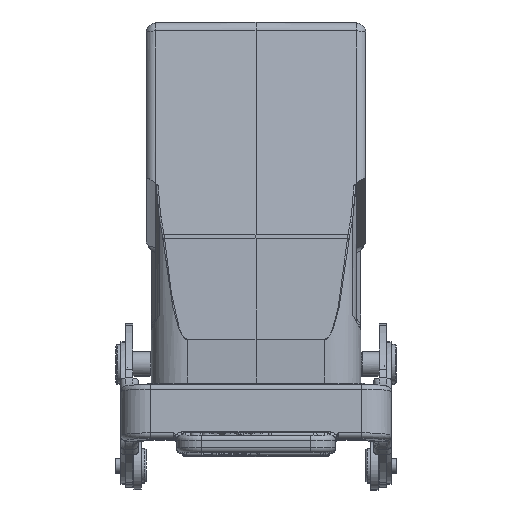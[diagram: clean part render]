
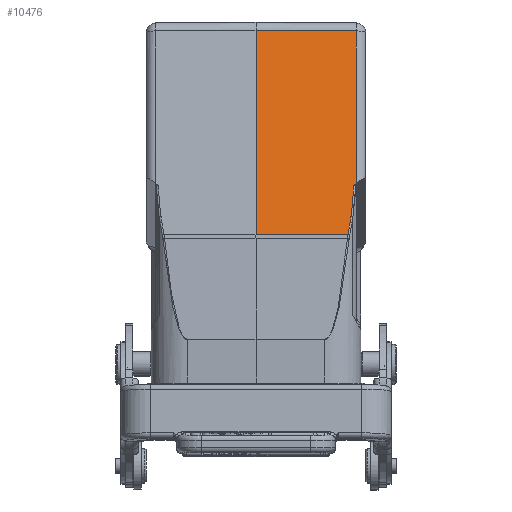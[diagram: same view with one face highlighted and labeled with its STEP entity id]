
A CAD part, top view. The second image highlights one B-rep face of the part: STEP entity #10476.
In plain terms, the highlighted planar face has unit normal (0.009, 0.174, 0.985).
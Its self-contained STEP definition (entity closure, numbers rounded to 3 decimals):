
#7203=ELLIPSE('',#36956,40.313,7.);
#9133=CIRCLE('',#36954,62.334);
#10476=ADVANCED_FACE('',(#12867),#11639,.T.);
#11639=PLANE('',#36957);
#12867=FACE_OUTER_BOUND('',#14586,.T.);
#14586=EDGE_LOOP('',(#20340,#20341,#20342,#20343,#20344,#20345,#20346));
#20340=ORIENTED_EDGE('',*,*,#29104,.F.);
#20341=ORIENTED_EDGE('',*,*,#29101,.F.);
#20342=ORIENTED_EDGE('',*,*,#29022,.T.);
#20343=ORIENTED_EDGE('',*,*,#29106,.F.);
#20344=ORIENTED_EDGE('',*,*,#29107,.F.);
#20345=ORIENTED_EDGE('',*,*,#28810,.T.);
#20346=ORIENTED_EDGE('',*,*,#29105,.F.);
#25510=VERTEX_POINT('',#54524);
#25511=VERTEX_POINT('',#54545);
#25652=VERTEX_POINT('',#55014);
#25653=VERTEX_POINT('',#55016);
#25702=VERTEX_POINT('',#55288);
#25703=VERTEX_POINT('',#55310);
#25704=VERTEX_POINT('',#55327);
#28810=EDGE_CURVE('',#25511,#25510,#31858,.T.);
#29022=EDGE_CURVE('',#25653,#25652,#32034,.T.);
#29101=EDGE_CURVE('',#25653,#25702,#32074,.T.);
#29104=EDGE_CURVE('',#25702,#25703,#9133,.T.);
#29105=EDGE_CURVE('',#25703,#25510,#7203,.T.);
#29106=EDGE_CURVE('',#25704,#25652,#32075,.T.);
#29107=EDGE_CURVE('',#25511,#25704,#32076,.T.);
#31858=LINE('',#54544,#34240);
#32034=LINE('',#55015,#34416);
#32074=LINE('',#55287,#34456);
#32075=LINE('',#55326,#34457);
#32076=LINE('',#55328,#34458);
#34240=VECTOR('',#42142,1.);
#34416=VECTOR('',#42536,1.);
#34456=VECTOR('',#42686,1.);
#34457=VECTOR('',#42695,1.);
#34458=VECTOR('',#42696,1.);
#36954=AXIS2_PLACEMENT_3D('',#55311,#42689,#42690);
#36956=AXIS2_PLACEMENT_3D('',#55313,#42693,#42694);
#36957=AXIS2_PLACEMENT_3D('',#55329,#42697,#42698);
#42142=DIRECTION('',(1.,-0.001,-0.009));
#42536=DIRECTION('',(0.,0.985,-0.174));
#42686=DIRECTION('',(-0.762,-0.637,0.119));
#42689=DIRECTION('',(-0.009,-0.174,-0.985));
#42690=DIRECTION('',(0.,-0.985,0.174));
#42693=DIRECTION('',(-0.009,-0.174,-0.985));
#42694=DIRECTION('',(0.002,-0.985,0.174));
#42695=DIRECTION('',(1.,-0.009,-0.007));
#42696=DIRECTION('',(0.,0.985,-0.174));
#42697=DIRECTION('',(0.009,0.174,0.985));
#42698=DIRECTION('',(0.,-0.985,0.174));
#54524=CARTESIAN_POINT('',(18.848,-22.176,57.924));
#54544=CARTESIAN_POINT('',(0.017,-22.155,58.087));
#54545=CARTESIAN_POINT('',(0.,-22.155,58.087));
#55014=CARTESIAN_POINT('',(20.517,19.584,50.546));
#55015=CARTESIAN_POINT('',(20.517,-11.704,56.062));
#55016=CARTESIAN_POINT('',(20.517,-11.704,56.062));
#55287=CARTESIAN_POINT('',(20.517,-11.704,56.062));
#55288=CARTESIAN_POINT('',(19.963,-12.168,56.149));
#55310=CARTESIAN_POINT('',(19.449,-18.497,57.27));
#55311=CARTESIAN_POINT('',(-42.346,-10.389,56.388));
#55313=CARTESIAN_POINT('',(14.004,6.729,52.87));
#55326=CARTESIAN_POINT('',(-0.012,19.763,50.696));
#55327=CARTESIAN_POINT('',(0.,19.763,50.696));
#55328=CARTESIAN_POINT('',(0.,-22.153,58.087));
#55329=CARTESIAN_POINT('',(0.,21.415,50.404));
